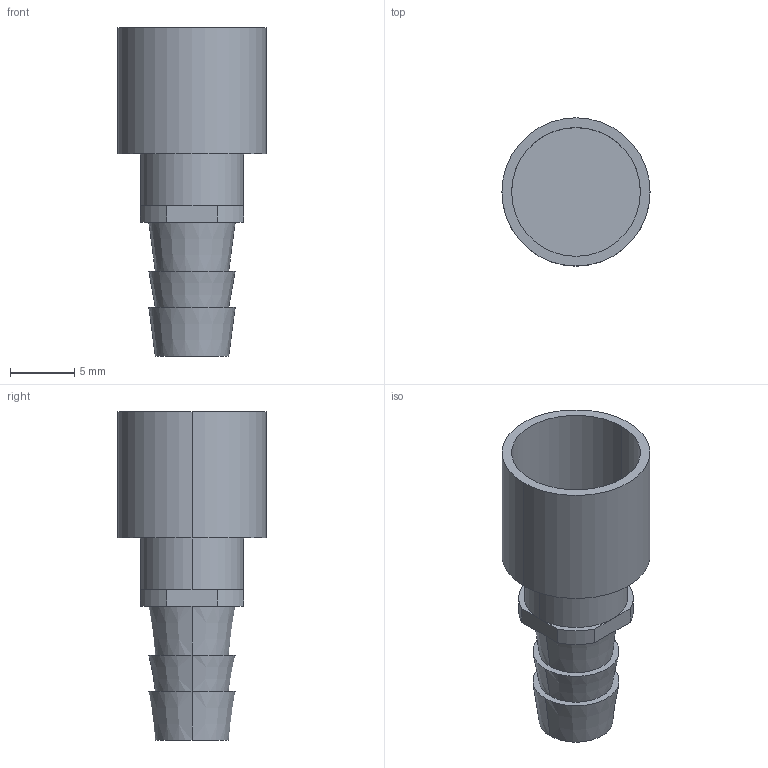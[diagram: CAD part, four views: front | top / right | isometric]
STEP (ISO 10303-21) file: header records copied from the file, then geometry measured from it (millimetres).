
FILE_DESCRIPTION(('HOOPS Exchange Step'),'2;1');
FILE_NAME('export-24F144F6-A409-43A8-86FC-BA6E6E32FF65.stp','2022-10-17T13:50:30+02:00',('Engineering'),('Alibre'),'HOOPS Exchange 2021.0','Alibre','Unknown authorisation');
FILE_SCHEMA( ('AP242_MANAGED_MODEL_BASED_3D_ENGINEERING_MIM_LF {1 0 10303 442 1 1 4 }') );
Length unit declared in the file: millimetre
Products named in the file (2): 6080-1 Pneumatic contact - HC-M-PN2-6,00-BU-V - 1676776; 6080 Pneumatic contact - HC-M-PN2-6,00-BU-V - 1676776
Assembly tree (1 placements, depth 2):
  6080 Pneumatic contact - HC-M-PN2-6,00-BU-V - 1676776
    6080-1 Pneumatic contact - HC-M-PN2-6,00-BU-V - 1676776
Bounding box: 11.5 x 11.5 x 25.5 mm (x, y, z)
Volume: 829.7 mm3; surface area: 1311.2 mm2
Topology: 1 solids, 1 shells, 37 faces, 78 edges, 50 vertices
Faces by surface type: plane 17, cylinder 14, cone 6
Entity records: 1074 total; most frequent: DIRECTION 204, CARTESIAN_POINT 170, ORIENTED_EDGE 156, AXIS2_PLACEMENT_3D 84, EDGE_CURVE 78, VERTEX_POINT 50, EDGE_LOOP 44, FACE_BOUND 44
